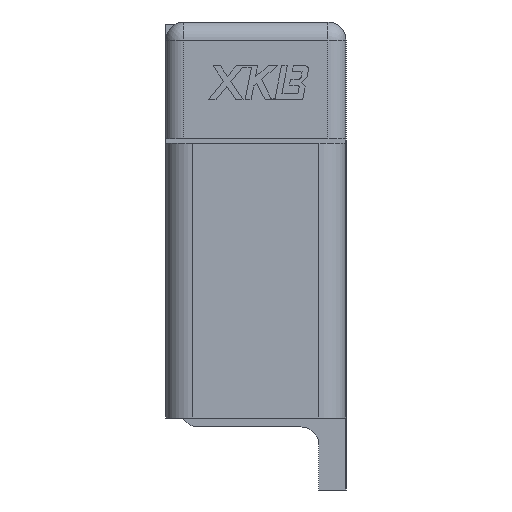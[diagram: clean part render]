
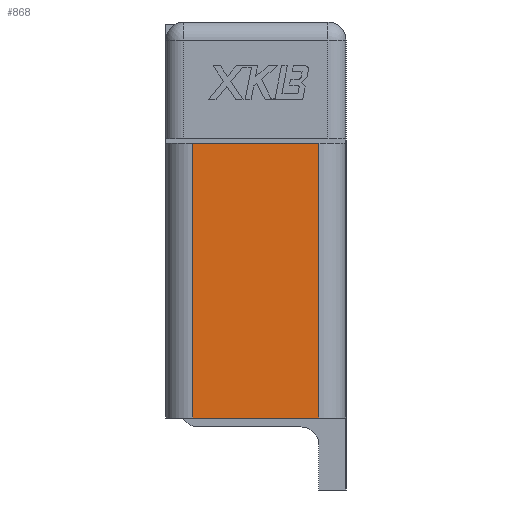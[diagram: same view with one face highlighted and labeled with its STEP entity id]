
A CAD part, left-side view. The second image highlights one B-rep face of the part: STEP entity #868.
In plain terms, the highlighted planar face has unit normal (-1, 0, 0).
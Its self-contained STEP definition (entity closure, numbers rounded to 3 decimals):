
#868=ADVANCED_FACE('',(#2522),#2523,.T.);
#2522=FACE_OUTER_BOUND('',#4180,.T.);
#2523=PLANE('',#4181);
#4180=EDGE_LOOP('',(#11270,#11271,#11272,#11273));
#4181=AXIS2_PLACEMENT_3D('',#11274,#11275,#11276);
#11270=ORIENTED_EDGE('',*,*,#11529,.T.);
#11271=ORIENTED_EDGE('',*,*,#13619,.F.);
#11272=ORIENTED_EDGE('',*,*,#12354,.T.);
#11273=ORIENTED_EDGE('',*,*,#13620,.T.);
#11274=CARTESIAN_POINT('',(-10.3,-1.0,-4.4));
#11275=DIRECTION('',(-1.0,0.0,0.0));
#11276=DIRECTION('',(0.0,0.0,1.0));
#11529=EDGE_CURVE('',#14064,#14062,#14065,.T.);
#12354=EDGE_CURVE('',#15365,#15363,#15366,.T.);
#13619=EDGE_CURVE('',#15365,#14062,#17432,.T.);
#13620=EDGE_CURVE('',#15363,#14064,#17433,.T.);
#14062=VERTEX_POINT('',#18012);
#14064=VERTEX_POINT('',#18014);
#14065=LINE('',#18015,#18016);
#15363=VERTEX_POINT('',#20015);
#15365=VERTEX_POINT('',#20017);
#15366=LINE('',#20018,#20019);
#17432=LINE('',#23081,#23082);
#17433=LINE('',#23083,#23084);
#18012=CARTESIAN_POINT('',(-10.3,0.7,-1.35));
#18014=CARTESIAN_POINT('',(-10.3,-0.7,-1.35));
#18015=CARTESIAN_POINT('',(-10.3,-0.7,-1.35));
#18016=VECTOR('',#23485,1.4);
#20015=CARTESIAN_POINT('',(-10.3,-0.7,-4.4));
#20017=CARTESIAN_POINT('',(-10.3,0.7,-4.4));
#20018=CARTESIAN_POINT('',(-10.3,0.7,-4.4));
#20019=VECTOR('',#24556,1.4);
#23081=CARTESIAN_POINT('',(-10.3,0.7,-4.4));
#23082=VECTOR('',#26357,3.05);
#23083=CARTESIAN_POINT('',(-10.3,-0.7,-4.4));
#23084=VECTOR('',#26358,3.05);
#23485=DIRECTION('',(0.0,1.0,0.0));
#24556=DIRECTION('',(0.0,-1.0,0.0));
#26357=DIRECTION('',(0.0,0.0,1.0));
#26358=DIRECTION('',(0.0,0.0,1.0));
